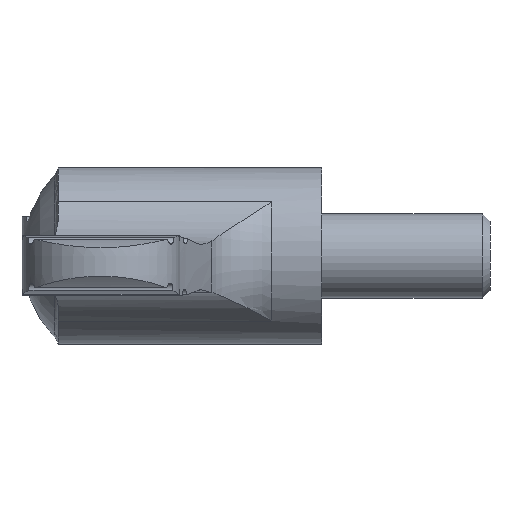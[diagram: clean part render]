
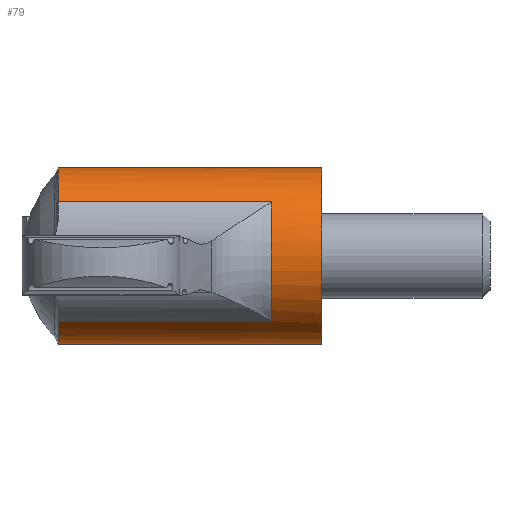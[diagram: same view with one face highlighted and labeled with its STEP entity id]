
A CAD part, left-side view. The second image highlights one B-rep face of the part: STEP entity #79.
In plain terms, the highlighted cylindrical face has radius 10.5 mm (diameter 21 mm), a full revolution.
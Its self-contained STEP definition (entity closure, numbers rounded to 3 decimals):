
#79 = ADVANCED_FACE( '', ( #200, #201 ), #202, .T. );
#200 = FACE_OUTER_BOUND( '', #366, .T. );
#201 = FACE_OUTER_BOUND( '', #367, .T. );
#202 = CYLINDRICAL_SURFACE( '', #368, 10.5 );
#366 = EDGE_LOOP( '', ( #537 ) );
#367 = EDGE_LOOP( '', ( #538, #539, #540, #541, #542, #543, #544, #545 ) );
#368 = AXIS2_PLACEMENT_3D( '', #546, #547, #548 );
#537 = ORIENTED_EDGE( '', *, *, #1010, .F. );
#538 = ORIENTED_EDGE( '', *, *, #1011, .T. );
#539 = ORIENTED_EDGE( '', *, *, #1012, .F. );
#540 = ORIENTED_EDGE( '', *, *, #1013, .F. );
#541 = ORIENTED_EDGE( '', *, *, #1014, .T. );
#542 = ORIENTED_EDGE( '', *, *, #1015, .T. );
#543 = ORIENTED_EDGE( '', *, *, #1000, .F. );
#544 = ORIENTED_EDGE( '', *, *, #1016, .F. );
#545 = ORIENTED_EDGE( '', *, *, #1017, .T. );
#546 = CARTESIAN_POINT( '', ( 0., 0., 0. ) );
#547 = DIRECTION( '', ( 0., 1., 0. ) );
#548 = DIRECTION( '', ( 0., 0., -1. ) );
#1000 = EDGE_CURVE( '', #1189, #1191, #1192, .T. );
#1010 = EDGE_CURVE( '', #1208, #1208, #1209, .T. );
#1011 = EDGE_CURVE( '', #1210, #1211, #1212, .T. );
#1012 = EDGE_CURVE( '', #1213, #1211, #1214, .T. );
#1013 = EDGE_CURVE( '', #1215, #1213, #1216, .T. );
#1014 = EDGE_CURVE( '', #1215, #1217, #1218, .T. );
#1015 = EDGE_CURVE( '', #1217, #1191, #1219, .T. );
#1016 = EDGE_CURVE( '', #1220, #1189, #1221, .T. );
#1017 = EDGE_CURVE( '', #1220, #1210, #1222, .T. );
#1189 = VERTEX_POINT( '', #1470 );
#1191 = VERTEX_POINT( '', #1477 );
#1192 = LINE( '', #1478, #1479 );
#1208 = VERTEX_POINT( '', #1547 );
#1209 = CIRCLE( '', #1548, 10.5 );
#1210 = VERTEX_POINT( '', #1549 );
#1211 = VERTEX_POINT( '', #1550 );
#1212 = CIRCLE( '', #1551, 10.5 );
#1213 = VERTEX_POINT( '', #1552 );
#1214 = LINE( '', #1553, #1554 );
#1215 = VERTEX_POINT( '', #1555 );
#1216 = CIRCLE( '', #1556, 10.5 );
#1217 = VERTEX_POINT( '', #1557 );
#1218 = LINE( '', #1558, #1559 );
#1219 = CIRCLE( '', #1560, 10.5 );
#1220 = VERTEX_POINT( '', #1561 );
#1221 = CIRCLE( '', #1562, 10.5 );
#1222 = LINE( '', #1563, #1564 );
#1470 = CARTESIAN_POINT( '', ( -7.109, 31.308, -7.728 ) );
#1477 = CARTESIAN_POINT( '', ( -7.109, 5.998, -7.728 ) );
#1478 = CARTESIAN_POINT( '', ( -7.109, 87.7, -7.728 ) );
#1479 = VECTOR( '', #2473, 1000. );
#1547 = CARTESIAN_POINT( '', ( 0., 0., -10.5 ) );
#1548 = AXIS2_PLACEMENT_3D( '', #2477, #2478, #2479 );
#1549 = CARTESIAN_POINT( '', ( 8.303, 5.998, -6.427 ) );
#1550 = CARTESIAN_POINT( '', ( 7.109, 5.998, 7.728 ) );
#1551 = AXIS2_PLACEMENT_3D( '', #2480, #2481, #2482 );
#1552 = CARTESIAN_POINT( '', ( 7.109, 31.308, 7.728 ) );
#1553 = CARTESIAN_POINT( '', ( 7.109, 87.7, 7.728 ) );
#1554 = VECTOR( '', #2483, 1000. );
#1555 = CARTESIAN_POINT( '', ( -8.303, 31.308, 6.427 ) );
#1556 = AXIS2_PLACEMENT_3D( '', #2484, #2485, #2486 );
#1557 = CARTESIAN_POINT( '', ( -8.303, 5.998, 6.427 ) );
#1558 = CARTESIAN_POINT( '', ( -8.303, 87.7, 6.427 ) );
#1559 = VECTOR( '', #2487, 1000. );
#1560 = AXIS2_PLACEMENT_3D( '', #2488, #2489, #2490 );
#1561 = CARTESIAN_POINT( '', ( 8.303, 31.308, -6.427 ) );
#1562 = AXIS2_PLACEMENT_3D( '', #2491, #2492, #2493 );
#1563 = CARTESIAN_POINT( '', ( 8.303, 87.7, -6.427 ) );
#1564 = VECTOR( '', #2494, 1000. );
#2473 = DIRECTION( '', ( 0., -1., 0. ) );
#2477 = CARTESIAN_POINT( '', ( 0., 0., 0. ) );
#2478 = DIRECTION( '', ( 0., -1., 0. ) );
#2479 = DIRECTION( '', ( 0., 0., -1. ) );
#2480 = CARTESIAN_POINT( '', ( 0., 5.998, 0. ) );
#2481 = DIRECTION( '', ( 0., -1., 0. ) );
#2482 = DIRECTION( '', ( 0., 0., -1. ) );
#2483 = DIRECTION( '', ( 0., -1., 0. ) );
#2484 = CARTESIAN_POINT( '', ( 0., 31.308, 0. ) );
#2485 = DIRECTION( '', ( 0., 1., 0. ) );
#2486 = DIRECTION( '', ( 0., 0., 1. ) );
#2487 = DIRECTION( '', ( 0., -1., 0. ) );
#2488 = CARTESIAN_POINT( '', ( 0., 5.998, 0. ) );
#2489 = DIRECTION( '', ( 0., -1., 0. ) );
#2490 = DIRECTION( '', ( 0., 0., -1. ) );
#2491 = CARTESIAN_POINT( '', ( 0., 31.308, 0. ) );
#2492 = DIRECTION( '', ( 0., 1., 0. ) );
#2493 = DIRECTION( '', ( 0., 0., 1. ) );
#2494 = DIRECTION( '', ( 0., -1., 0. ) );
